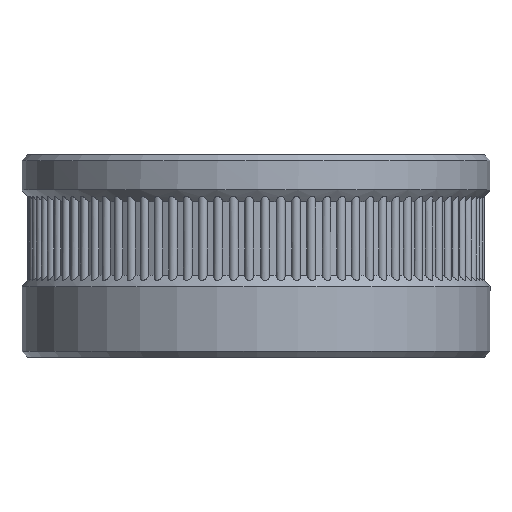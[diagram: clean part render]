
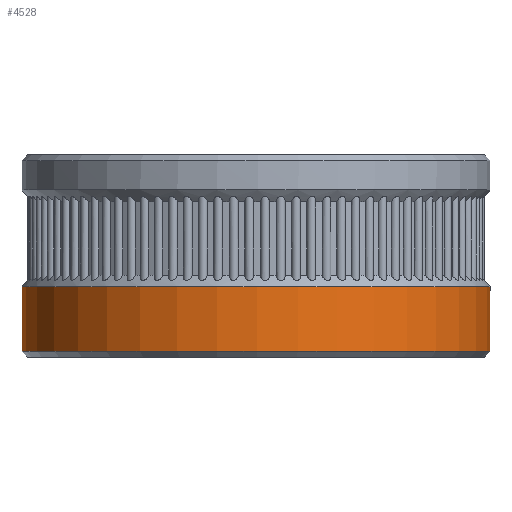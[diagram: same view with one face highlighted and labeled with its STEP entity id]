
A CAD part, front view. The second image highlights one B-rep face of the part: STEP entity #4528.
In plain terms, the highlighted cylindrical face has radius 39.95 mm (diameter 79.9 mm), a full revolution.
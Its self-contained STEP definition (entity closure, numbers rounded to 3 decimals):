
#127=CYLINDRICAL_SURFACE('',#4996,39.95);
#381=LINE('',#9500,#636);
#636=VECTOR('',#6027,39.95);
#952=CIRCLE('',#4997,39.95);
#953=CIRCLE('',#4998,39.95);
#954=CIRCLE('',#4999,39.95);
#1191=FACE_OUTER_BOUND('',#1448,.T.);
#1448=EDGE_LOOP('',(#3805,#3806,#3807,#3808,#3809));
#2123=VERTEX_POINT('',#9496);
#2124=VERTEX_POINT('',#9497);
#2125=VERTEX_POINT('',#9499);
#2746=EDGE_CURVE('',#2123,#2124,#952,.T.);
#2747=EDGE_CURVE('',#2123,#2125,#381,.T.);
#2748=EDGE_CURVE('',#2125,#2125,#953,.T.);
#2749=EDGE_CURVE('',#2124,#2123,#954,.T.);
#3805=ORIENTED_EDGE('',*,*,#2746,.F.);
#3806=ORIENTED_EDGE('',*,*,#2747,.T.);
#3807=ORIENTED_EDGE('',*,*,#2748,.F.);
#3808=ORIENTED_EDGE('',*,*,#2747,.F.);
#3809=ORIENTED_EDGE('',*,*,#2749,.F.);
#4528=ADVANCED_FACE('',(#1191),#127,.T.);
#4996=AXIS2_PLACEMENT_3D('',#9495,#6023,#6024);
#4997=AXIS2_PLACEMENT_3D('',#9498,#6025,#6026);
#4998=AXIS2_PLACEMENT_3D('',#9501,#6028,#6029);
#4999=AXIS2_PLACEMENT_3D('',#9502,#6030,#6031);
#6023=DIRECTION('center_axis',(0.,0.,
-1.));
#6024=DIRECTION('ref_axis',(1.,0.005,0.));
#6025=DIRECTION('center_axis',(0.,0.,
-1.));
#6026=DIRECTION('ref_axis',(-1.,-0.005,0.));
#6027=DIRECTION('',(0.,0.,1.));
#6028=DIRECTION('center_axis',(0.,0.,
1.));
#6029=DIRECTION('ref_axis',(1.,0.005,0.));
#6030=DIRECTION('center_axis',(0.,0.,
-1.));
#6031=DIRECTION('ref_axis',(-1.,-0.005,0.));
#9495=CARTESIAN_POINT('Origin',(0.,-40.15,-35.25));
#9496=CARTESIAN_POINT('',(-39.949,-40.358,-44.95));
#9497=CARTESIAN_POINT('',(39.949,-39.942,-44.95));
#9498=CARTESIAN_POINT('Origin',(0.,-40.15,-44.95));
#9499=CARTESIAN_POINT('',(-39.949,-40.358,-33.95));
#9500=CARTESIAN_POINT('',(-39.949,-40.358,-35.25));
#9501=CARTESIAN_POINT('Origin',(0.,-40.15,-33.95));
#9502=CARTESIAN_POINT('Origin',(0.,-40.15,-44.95));
